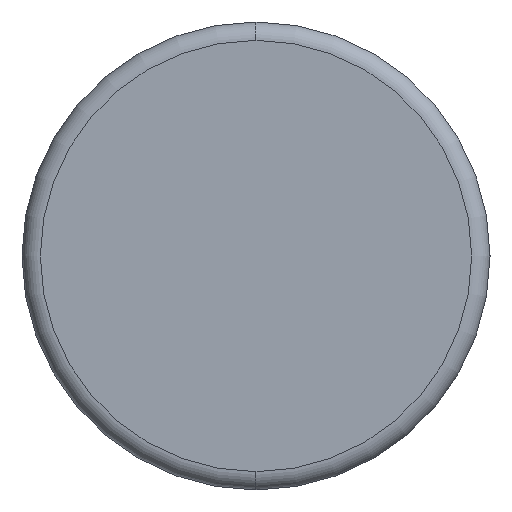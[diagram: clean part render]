
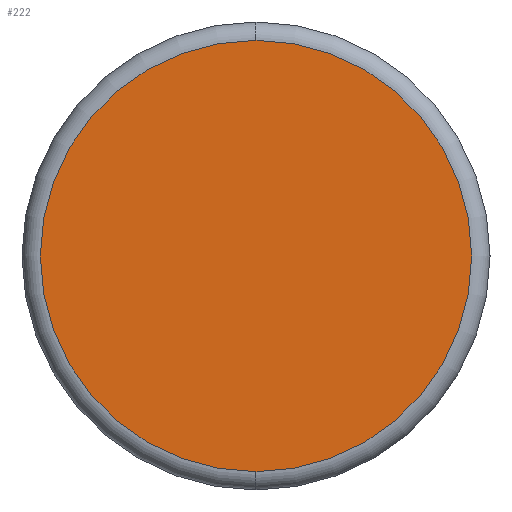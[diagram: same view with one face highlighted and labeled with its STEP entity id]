
A CAD part, left-side view. The second image highlights one B-rep face of the part: STEP entity #222.
In plain terms, the highlighted planar face has unit normal (-1, 0, 0).
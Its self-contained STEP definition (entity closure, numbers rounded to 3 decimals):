
#48 = CARTESIAN_POINT ( 'NONE',  ( -9.95, 0., 0. ) ) ;
#51 = FACE_OUTER_BOUND ( 'NONE', #428, .T. ) ;
#52 = PLANE ( 'NONE',  #286 ) ;
#54 = DIRECTION ( 'NONE',  ( 1., 0., 0. ) ) ;
#55 = DIRECTION ( 'NONE',  ( 0., 0., -1. ) ) ;
#119 = CARTESIAN_POINT ( 'NONE',  ( -9.95, 0., 0. ) ) ;
#120 = DIRECTION ( 'NONE',  ( -1., 0., 0. ) ) ;
#121 = DIRECTION ( 'NONE',  ( 0., 0., -1. ) ) ;
#163 = CARTESIAN_POINT ( 'NONE',  ( -9.95, 0., 2.35 ) ) ;
#187 = CARTESIAN_POINT ( 'NONE',  ( -9.95, 0., -2.35 ) ) ;
#211 = EDGE_CURVE ( 'NONE', #369, #360, #249, .T. ) ;
#222 = ADVANCED_FACE ( 'NONE', ( #51 ), #52, .F. ) ;
#231 = EDGE_CURVE ( 'NONE', #360, #369, #303, .T. ) ;
#249 = CIRCLE ( 'NONE', #262, 2.35 ) ;
#262 = AXIS2_PLACEMENT_3D ( 'NONE', #456, #457, #458 ) ;
#286 = AXIS2_PLACEMENT_3D ( 'NONE', #48, #54, #55 ) ;
#303 = CIRCLE ( 'NONE', #312, 2.35 ) ;
#312 = AXIS2_PLACEMENT_3D ( 'NONE', #119, #120, #121 ) ;
#360 = VERTEX_POINT ( 'NONE', #163 ) ;
#369 = VERTEX_POINT ( 'NONE', #187 ) ;
#397 = ORIENTED_EDGE ( 'NONE', *, *, #231, .T. ) ;
#398 = ORIENTED_EDGE ( 'NONE', *, *, #211, .T. ) ;
#428 = EDGE_LOOP ( 'NONE', ( #398, #397 ) ) ;
#456 = CARTESIAN_POINT ( 'NONE',  ( -9.95, 0., 0. ) ) ;
#457 = DIRECTION ( 'NONE',  ( -1., 0., 0. ) ) ;
#458 = DIRECTION ( 'NONE',  ( 0., 0., -1. ) ) ;
